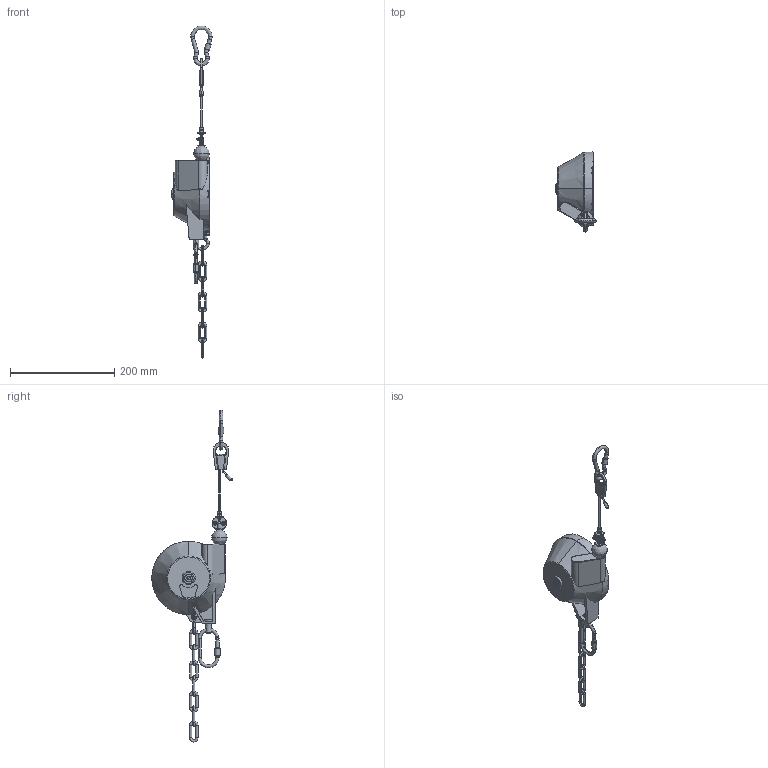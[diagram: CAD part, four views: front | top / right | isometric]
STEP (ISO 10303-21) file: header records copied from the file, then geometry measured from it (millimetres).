
FILE_DESCRIPTION (( 'STEP AP214' ), '1' );
FILE_NAME ('0034804.step', '2022-01-17T14:54:36', ( '' ), ( '' ), 'SwSTEP 2.0', 'SolidWorks 2020', '' );
FILE_SCHEMA (( 'AUTOMOTIVE_DESIGN' ));
Length unit declared in the file: millimetre
Products named in the file (1): 0034804
Bounding box: 77.1 x 153.86 x 637.12 mm (x, y, z)
Volume: 884844.4 mm3; surface area: 94462.1 mm2
Topology: 15 solids, 15 shells, 1224 faces, 3468 edges, 2213 vertices
Faces by surface type: plane 447, cylinder 341, cone 230, bspline 187, torus 19
Full cylindrical faces by diameter (mm): 6.6 x2
Entity records: 61931 total; most frequent: CARTESIAN_POINT 21785, ORIENTED_EDGE 6872, DIRECTION 5256, EDGE_CURVE 3436, VERTEX_POINT 2217, AXIS2_PLACEMENT_3D 2019, EDGE_LOOP 1295, ADVANCED_FACE 1224
